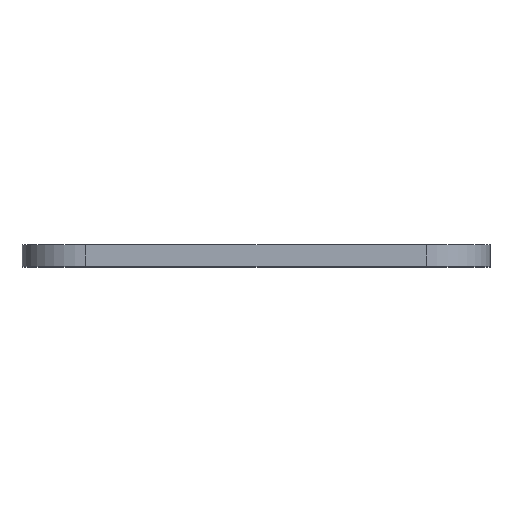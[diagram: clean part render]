
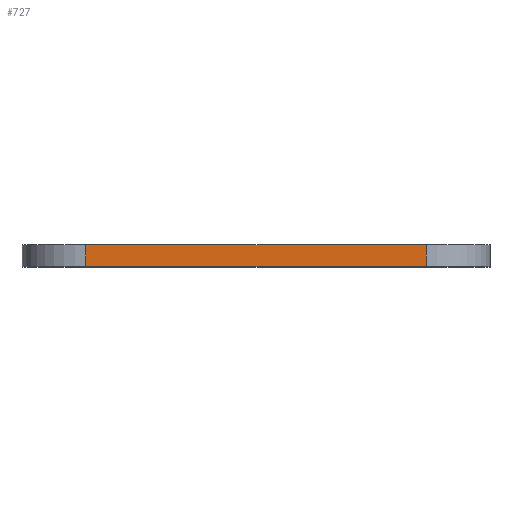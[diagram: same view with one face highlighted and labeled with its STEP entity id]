
A CAD part, top view. The second image highlights one B-rep face of the part: STEP entity #727.
In plain terms, the highlighted planar face has unit normal (0, 0, 1).
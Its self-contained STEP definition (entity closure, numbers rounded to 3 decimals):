
#84 = EDGE_CURVE ( 'NONE', #215, #681, #709, .T. ) ;
#86 = LINE ( 'NONE', #774, #653 ) ;
#96 = AXIS2_PLACEMENT_3D ( 'NONE', #208, #262, #485 ) ;
#99 = EDGE_CURVE ( 'NONE', #681, #892, #255, .T. ) ;
#107 = EDGE_LOOP ( 'NONE', ( #434, #831, #112, #500 ) ) ;
#112 = ORIENTED_EDGE ( 'NONE', *, *, #84, .F. ) ;
#185 = DIRECTION ( 'NONE',  ( 0., -1., 0. ) ) ;
#208 = CARTESIAN_POINT ( 'NONE',  ( 15., 5., 0. ) ) ;
#215 = VERTEX_POINT ( 'NONE', #545 ) ;
#255 = LINE ( 'NONE', #735, #577 ) ;
#262 = DIRECTION ( 'NONE',  ( 0., 0., -1. ) ) ;
#270 = CARTESIAN_POINT ( 'NONE',  ( 15., 0., 0. ) ) ;
#298 = LINE ( 'NONE', #716, #663 ) ;
#301 = DIRECTION ( 'NONE',  ( 1., 0., 0. ) ) ;
#352 = FACE_OUTER_BOUND ( 'NONE', #107, .T. ) ;
#434 = ORIENTED_EDGE ( 'NONE', *, *, #487, .T. ) ;
#445 = DIRECTION ( 'NONE',  ( 0., -1., 0. ) ) ;
#476 = CARTESIAN_POINT ( 'NONE',  ( 95., 5., 0. ) ) ;
#485 = DIRECTION ( 'NONE',  ( -1., 0., 0. ) ) ;
#487 = EDGE_CURVE ( 'NONE', #695, #892, #298, .T. ) ;
#500 = ORIENTED_EDGE ( 'NONE', *, *, #810, .T. ) ;
#545 = CARTESIAN_POINT ( 'NONE',  ( 15., 5., 0. ) ) ;
#577 = VECTOR ( 'NONE', #185, 1000. ) ;
#645 = CARTESIAN_POINT ( 'NONE',  ( 15., 5., 0. ) ) ;
#646 = DIRECTION ( 'NONE',  ( 1., 0., 0. ) ) ;
#653 = VECTOR ( 'NONE', #445, 1000. ) ;
#663 = VECTOR ( 'NONE', #646, 1000. ) ;
#681 = VERTEX_POINT ( 'NONE', #476 ) ;
#695 = VERTEX_POINT ( 'NONE', #270 ) ;
#709 = LINE ( 'NONE', #645, #732 ) ;
#716 = CARTESIAN_POINT ( 'NONE',  ( 15., 0., 0. ) ) ;
#727 = ADVANCED_FACE ( 'NONE', ( #352 ), #882, .F. ) ;
#732 = VECTOR ( 'NONE', #301, 1000. ) ;
#735 = CARTESIAN_POINT ( 'NONE',  ( 95., 5., 0. ) ) ;
#774 = CARTESIAN_POINT ( 'NONE',  ( 15., 5., 0. ) ) ;
#781 = CARTESIAN_POINT ( 'NONE',  ( 95., 0., 0. ) ) ;
#810 = EDGE_CURVE ( 'NONE', #215, #695, #86, .T. ) ;
#831 = ORIENTED_EDGE ( 'NONE', *, *, #99, .F. ) ;
#882 = PLANE ( 'NONE',  #96 ) ;
#892 = VERTEX_POINT ( 'NONE', #781 ) ;
